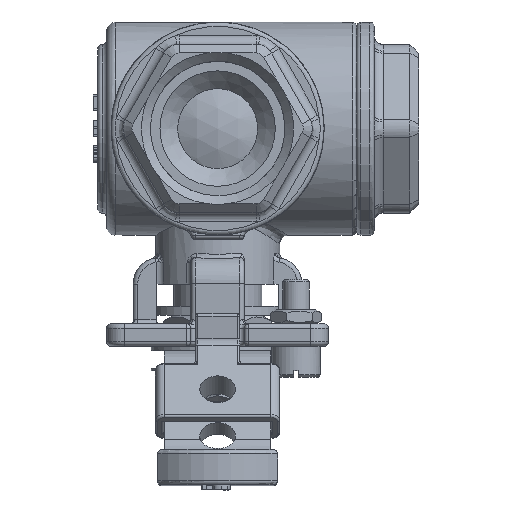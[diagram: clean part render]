
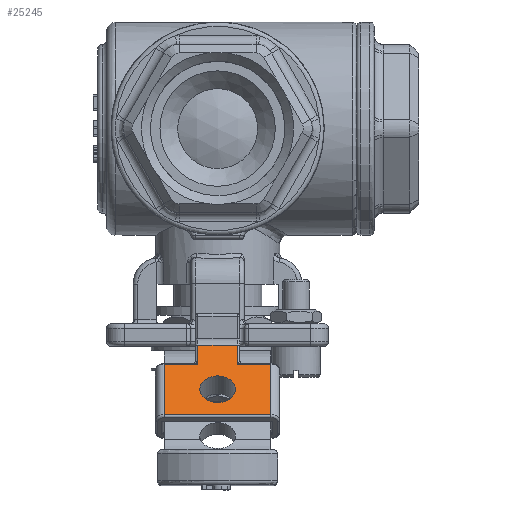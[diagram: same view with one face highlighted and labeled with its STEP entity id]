
A CAD part, top view. The second image highlights one B-rep face of the part: STEP entity #25245.
In plain terms, the highlighted planar face has unit normal (0, 0.652, 0.758).
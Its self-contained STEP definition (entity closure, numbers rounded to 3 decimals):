
#1720=FACE_BOUND('',#4693,.T.);
#2412=CIRCLE('',#26953,4.);
#3206=FACE_OUTER_BOUND('',#4692,.T.);
#4692=EDGE_LOOP('',(#17092,#17093,#17094,#17095,#17096,#17097,#17098,#17099));
#4693=EDGE_LOOP('',(#17100));
#6297=LINE('',#36018,#8127);
#6336=LINE('',#36167,#8166);
#6337=LINE('',#36170,#8167);
#6338=LINE('',#36172,#8168);
#6339=LINE('',#36174,#8169);
#6340=LINE('',#36175,#8170);
#6341=LINE('',#36177,#8171);
#6342=LINE('',#36178,#8172);
#8127=VECTOR('',#29806,10.);
#8166=VECTOR('',#29973,10.);
#8167=VECTOR('',#29976,10.);
#8168=VECTOR('',#29977,10.);
#8169=VECTOR('',#29978,10.);
#8170=VECTOR('',#29979,10.);
#8171=VECTOR('',#29980,10.);
#8172=VECTOR('',#29981,10.);
#10060=VERTEX_POINT('',#35882);
#10097=VERTEX_POINT('',#36015);
#10098=VERTEX_POINT('',#36017);
#10133=VERTEX_POINT('',#36108);
#10144=VERTEX_POINT('',#36165);
#10145=VERTEX_POINT('',#36169);
#10146=VERTEX_POINT('',#36171);
#10147=VERTEX_POINT('',#36173);
#10148=VERTEX_POINT('',#36176);
#12631=EDGE_CURVE('',#10060,#10060,#2412,.T.);
#12688=EDGE_CURVE('',#10098,#10097,#6297,.T.);
#12764=EDGE_CURVE('',#10133,#10144,#6336,.T.);
#12765=EDGE_CURVE('',#10145,#10097,#6337,.T.);
#12766=EDGE_CURVE('',#10146,#10145,#6338,.T.);
#12767=EDGE_CURVE('',#10147,#10146,#6339,.T.);
#12768=EDGE_CURVE('',#10144,#10147,#6340,.T.);
#12769=EDGE_CURVE('',#10148,#10133,#6341,.T.);
#12770=EDGE_CURVE('',#10098,#10148,#6342,.T.);
#17092=ORIENTED_EDGE('',*,*,#12765,.F.);
#17093=ORIENTED_EDGE('',*,*,#12766,.F.);
#17094=ORIENTED_EDGE('',*,*,#12767,.F.);
#17095=ORIENTED_EDGE('',*,*,#12768,.F.);
#17096=ORIENTED_EDGE('',*,*,#12764,.F.);
#17097=ORIENTED_EDGE('',*,*,#12769,.F.);
#17098=ORIENTED_EDGE('',*,*,#12770,.F.);
#17099=ORIENTED_EDGE('',*,*,#12688,.T.);
#17100=ORIENTED_EDGE('',*,*,#12631,.T.);
#23056=PLANE('',#27057);
#25245=ADVANCED_FACE('',(#3206,#1720),#23056,.T.);
#26953=AXIS2_PLACEMENT_3D('',#35883,#29688,#29689);
#27057=AXIS2_PLACEMENT_3D('',#36168,#29974,#29975);
#29688=DIRECTION('center_axis',(0.,-0.652,
-0.758));
#29689=DIRECTION('ref_axis',(-1.,0.,0.));
#29806=DIRECTION('',(0.,-0.758,0.652));
#29973=DIRECTION('',(1.,0.,0.));
#29974=DIRECTION('center_axis',(0.,0.652,
0.758));
#29975=DIRECTION('ref_axis',(-1.,0.,0.));
#29976=DIRECTION('',(-1.,0.,0.));
#29977=DIRECTION('',(0.,-0.758,0.652));
#29978=DIRECTION('',(1.,0.,0.));
#29979=DIRECTION('',(0.,-0.758,0.652));
#29980=DIRECTION('',(0.,0.758,-0.652));
#29981=DIRECTION('',(1.,0.,0.));
#35882=CARTESIAN_POINT('',(-4.,-58.768,62.512));
#35883=CARTESIAN_POINT('Origin',(0.,-58.768,
62.512));
#36015=CARTESIAN_POINT('',(-12.,-64.452,67.405));
#36017=CARTESIAN_POINT('',(-12.,-53.084,57.618));
#36018=CARTESIAN_POINT('',(-12.,-52.705,57.292));
#36108=CARTESIAN_POINT('',(-4.5,-48.786,53.918));
#36165=CARTESIAN_POINT('',(4.5,-48.786,53.918));
#36167=CARTESIAN_POINT('',(6.,-48.786,53.918));
#36168=CARTESIAN_POINT('Origin',(12.,-52.705,57.292));
#36169=CARTESIAN_POINT('',(12.,-64.452,67.405));
#36170=CARTESIAN_POINT('',(5.99,-64.452,67.405));
#36171=CARTESIAN_POINT('',(12.,-53.084,57.618));
#36172=CARTESIAN_POINT('',(12.,-52.705,57.292));
#36173=CARTESIAN_POINT('',(4.5,-53.084,57.618));
#36174=CARTESIAN_POINT('',(5.99,-53.084,57.618));
#36175=CARTESIAN_POINT('',(4.5,-52.705,57.292));
#36176=CARTESIAN_POINT('',(-4.5,-53.084,57.618));
#36177=CARTESIAN_POINT('',(-4.5,-50.432,55.335));
#36178=CARTESIAN_POINT('',(5.99,-53.084,57.618));
